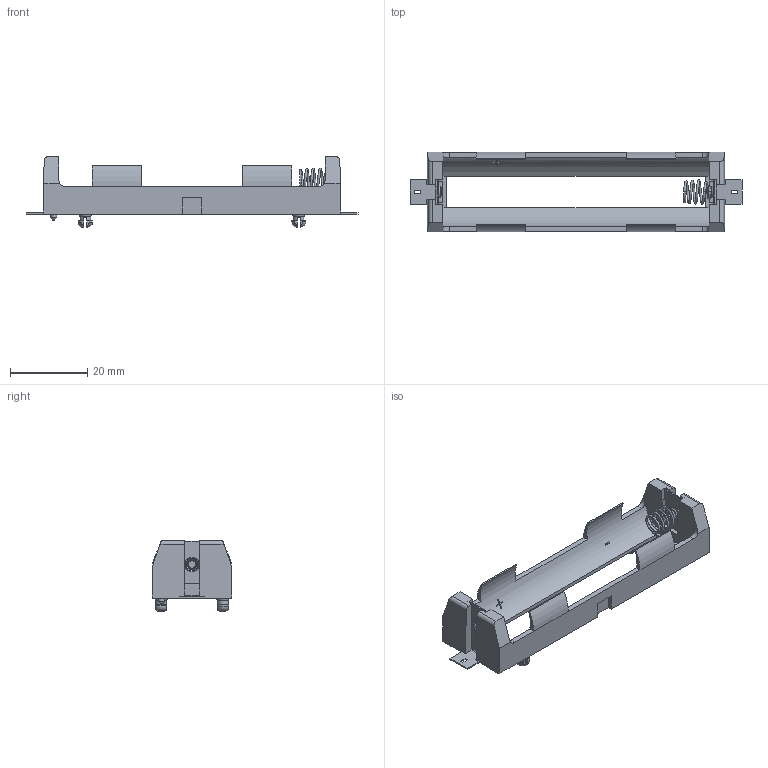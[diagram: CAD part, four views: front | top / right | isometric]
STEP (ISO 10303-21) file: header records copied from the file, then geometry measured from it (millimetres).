
FILE_DESCRIPTION(/* description */ ('Unknown'),/* implementation_level */ '2;1');
FILE_NAME(/* name */ 'KEYST_1130',/* time_stamp */ '2025-10-17T11:55:04+03:00',/* author */ ('Unknown'),/* organization */ ('Unknown'),/* preprocessor_version */ 'ST-DEVELOPER v19.4',/* originating_system */ 'Solid Edge',/* authorisation */ 'Unknown');
FILE_SCHEMA (('AUTOMOTIVE_DESIGN {1 0 10303 214 3 1 1}'));
Length unit declared in the file: millimetre
Products named in the file (4): KEYST_1130; 1130_body; 1130_pin_minus; 1130_pin_plus
Assembly tree (3 placements, depth 2):
  KEYST_1130
    1130_body
    1130_pin_minus
    1130_pin_plus
Bounding box: 85.95 x 20.65 x 18.29 mm (x, y, z)
Volume: 5553.4 mm3; surface area: 6312.5 mm2
Topology: 3 solids, 3 shells, 227 faces, 610 edges, 398 vertices
Faces by surface type: plane 169, cylinder 28, torus 21, bspline 4, cone 4, sphere 1
Full cylindrical faces by diameter (mm): 1.016 x1, 1.27 x1, 1.575 x1, 2.54 x1, 2.921 x2
Entity records: 8959 total; most frequent: CARTESIAN_POINT 2329, ORIENTED_EDGE 1136, DIRECTION 1083, EDGE_CURVE 568, LINE 431, VECTOR 431, VERTEX_POINT 387, AXIS2_PLACEMENT_3D 326
